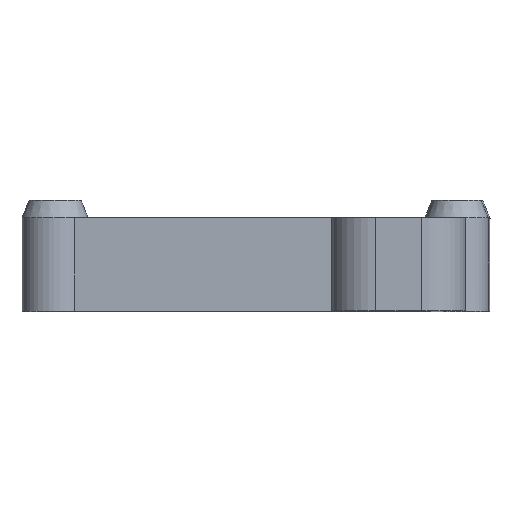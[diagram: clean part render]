
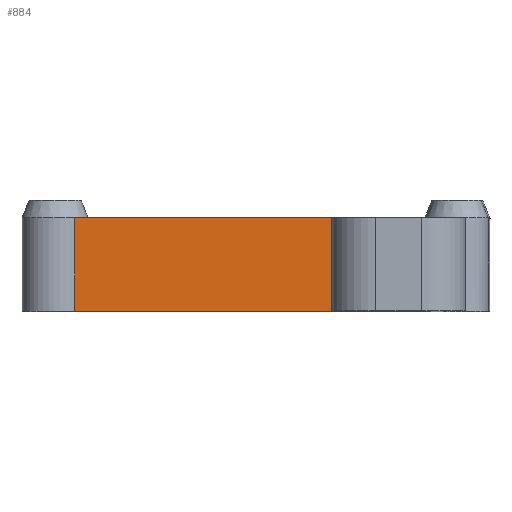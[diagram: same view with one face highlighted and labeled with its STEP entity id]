
A CAD part, top view. The second image highlights one B-rep face of the part: STEP entity #884.
In plain terms, the highlighted planar face has unit normal (0, 0, 1).
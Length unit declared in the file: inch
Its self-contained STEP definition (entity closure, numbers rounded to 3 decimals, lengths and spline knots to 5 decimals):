
#67=PLANE('',#981);
#111=FACE_OUTER_BOUND('',#161,.T.);
#161=EDGE_LOOP('',(#787,#788,#789,#790));
#177=LINE('',#1282,#264);
#201=LINE('',#1367,#288);
#254=LINE('',#1485,#341);
#255=LINE('',#1486,#342);
#264=VECTOR('',#1028,0.3937);
#288=VECTOR('',#1114,0.3937);
#341=VECTOR('',#1227,0.3937);
#342=VECTOR('',#1228,0.3937);
#396=VERTEX_POINT('',#1274);
#398=VERTEX_POINT('',#1280);
#428=VERTEX_POINT('',#1366);
#463=VERTEX_POINT('',#1484);
#481=EDGE_CURVE('',#396,#398,#177,.T.);
#523=EDGE_CURVE('',#396,#428,#201,.T.);
#583=EDGE_CURVE('',#463,#398,#254,.T.);
#584=EDGE_CURVE('',#428,#463,#255,.T.);
#787=ORIENTED_EDGE('',*,*,#523,.F.);
#788=ORIENTED_EDGE('',*,*,#481,.T.);
#789=ORIENTED_EDGE('',*,*,#583,.F.);
#790=ORIENTED_EDGE('',*,*,#584,.F.);
#884=ADVANCED_FACE('',(#111),#67,.T.);
#981=AXIS2_PLACEMENT_3D('',#1483,#1225,#1226);
#1028=DIRECTION('',(0.,-1.,0.));
#1114=DIRECTION('',(1.,0.,0.));
#1225=DIRECTION('center_axis',(0.,0.,1.));
#1226=DIRECTION('ref_axis',(-1.,0.,0.));
#1227=DIRECTION('',(-1.,0.,0.));
#1228=DIRECTION('',(0.,-1.,0.));
#1274=CARTESIAN_POINT('',(-1.78099,0.61,3.53868));
#1280=CARTESIAN_POINT('',(-1.78099,0.08,3.53868));
#1282=CARTESIAN_POINT('',(-1.78099,0.61,3.53868));
#1366=CARTESIAN_POINT('',(-0.3236,0.61,3.53868));
#1367=CARTESIAN_POINT('',(-1.93282,0.61,3.53868));
#1483=CARTESIAN_POINT('Origin',(-0.3236,0.61,3.53868));
#1484=CARTESIAN_POINT('',(-0.3236,0.08,3.53868));
#1485=CARTESIAN_POINT('',(-1.93282,0.08,3.53868));
#1486=CARTESIAN_POINT('',(-0.3236,0.61,3.53868));
